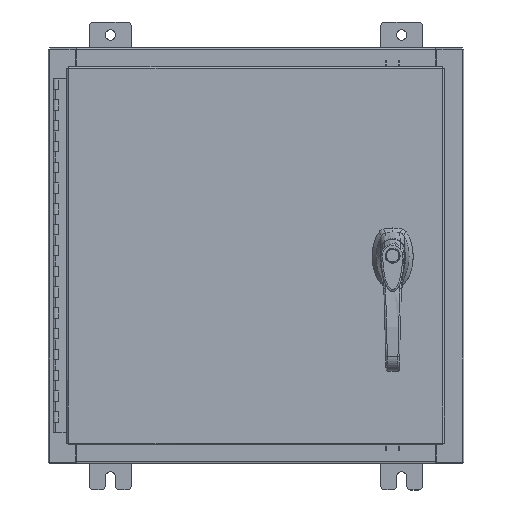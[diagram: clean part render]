
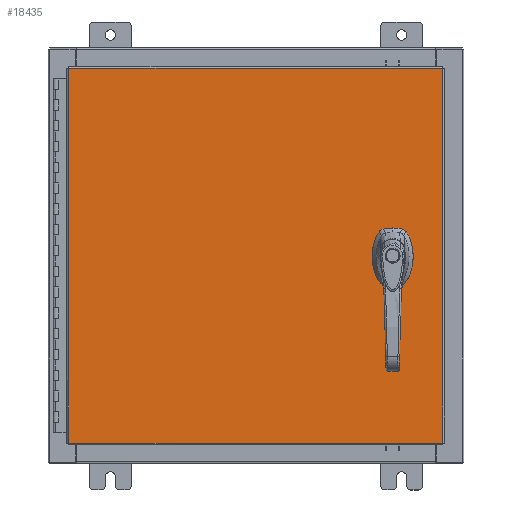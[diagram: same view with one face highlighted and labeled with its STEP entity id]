
A CAD part, top view. The second image highlights one B-rep face of the part: STEP entity #18435.
In plain terms, the highlighted planar face has unit normal (0, 0, 1).
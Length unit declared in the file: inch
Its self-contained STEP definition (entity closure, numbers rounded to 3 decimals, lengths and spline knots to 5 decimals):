
#6 = ORIENTED_EDGE ( 'NONE', *, *, #29795, .F. ) ;
#1225 = DIRECTION ( 'NONE',  ( 0., 0., 1. ) ) ;
#1667 = EDGE_CURVE ( 'NONE', #108286, #36110, #15620, .T. ) ;
#2104 = AXIS2_PLACEMENT_3D ( 'NONE', #52273, #1225, #60888 ) ;
#3611 = DIRECTION ( 'NONE',  ( 1., 0., 0. ) ) ;
#6757 = CARTESIAN_POINT ( 'NONE',  ( 6.7495, -1.338, 0. ) ) ;
#7516 = AXIS2_PLACEMENT_3D ( 'NONE', #41021, #100709, #49582 ) ;
#7521 = DIRECTION ( 'NONE',  ( 0., 1., 0. ) ) ;
#7679 = CARTESIAN_POINT ( 'NONE',  ( 6.578, 0., 0. ) ) ;
#7778 = CARTESIAN_POINT ( 'NONE',  ( 8.9903, 9.0063, 0. ) ) ;
#9172 = VECTOR ( 'NONE', #7521, 39.37008 ) ;
#9619 = CARTESIAN_POINT ( 'NONE',  ( 6.37777, 0.403, 0. ) ) ;
#10178 = PLANE ( 'NONE',  #94997 ) ;
#12280 = ORIENTED_EDGE ( 'NONE', *, *, #101293, .F. ) ;
#13483 = CARTESIAN_POINT ( 'NONE',  ( -8.9903, -9.0063, 0. ) ) ;
#14056 = CARTESIAN_POINT ( 'NONE',  ( 6.981, 0., 0. ) ) ;
#15620 = CIRCLE ( 'NONE', #75072, 0.45 ) ;
#15793 = VERTEX_POINT ( 'NONE', #48124 ) ;
#16251 = DIRECTION ( 'NONE',  ( 1., 0., 0. ) ) ;
#16916 = ORIENTED_EDGE ( 'NONE', *, *, #1667, .F. ) ;
#17568 = CARTESIAN_POINT ( 'NONE',  ( 6.578, 0., 0. ) ) ;
#18278 = CARTESIAN_POINT ( 'NONE',  ( 6.981, 0.20023, 0. ) ) ;
#18435 = ADVANCED_FACE ( 'NONE', ( #36136, #78836, #56106 ), #10178, .F. ) ;
#18771 = DIRECTION ( 'NONE',  ( 0., 0., -1. ) ) ;
#19865 = CIRCLE ( 'NONE', #27022, 0.1715 ) ;
#19866 = ORIENTED_EDGE ( 'NONE', *, *, #45266, .T. ) ;
#22073 = LINE ( 'NONE', #80514, #74096 ) ;
#22842 = CIRCLE ( 'NONE', #2104, 0.1715 ) ;
#25213 = EDGE_CURVE ( 'NONE', #83739, #86098, #35677, .T. ) ;
#25376 = CARTESIAN_POINT ( 'NONE',  ( 6.175, 0.20023, 0. ) ) ;
#26169 = DIRECTION ( 'NONE',  ( 1., 0., 0. ) ) ;
#26216 = EDGE_CURVE ( 'NONE', #107291, #76218, #63634, .T. ) ;
#26725 = EDGE_LOOP ( 'NONE', ( #87804, #51329 ) ) ;
#27022 = AXIS2_PLACEMENT_3D ( 'NONE', #105834, #54665, #3611 ) ;
#27291 = VERTEX_POINT ( 'NONE', #34534 ) ;
#27626 = ORIENTED_EDGE ( 'NONE', *, *, #56374, .F. ) ;
#29795 = EDGE_CURVE ( 'NONE', #91576, #83739, #73914, .T. ) ;
#30366 = VECTOR ( 'NONE', #98057, 39.37008 ) ;
#33211 = CARTESIAN_POINT ( 'NONE',  ( 6.77823, 0.403, 0. ) ) ;
#33232 = EDGE_CURVE ( 'NONE', #106265, #46158, #19865, .T. ) ;
#33744 = CARTESIAN_POINT ( 'NONE',  ( 6.77823, -0.403, 0. ) ) ;
#34534 = CARTESIAN_POINT ( 'NONE',  ( 6.981, -0.20023, 0. ) ) ;
#34570 = LINE ( 'NONE', #98596, #77259 ) ;
#35677 = LINE ( 'NONE', #106264, #30366 ) ;
#35686 = EDGE_CURVE ( 'NONE', #42751, #15793, #55596, .T. ) ;
#35825 = ORIENTED_EDGE ( 'NONE', *, *, #92481, .F. ) ;
#36110 = VERTEX_POINT ( 'NONE', #33211 ) ;
#36136 = FACE_BOUND ( 'NONE', #26725, .T. ) ;
#38636 = ORIENTED_EDGE ( 'NONE', *, *, #26216, .T. ) ;
#41021 = CARTESIAN_POINT ( 'NONE',  ( 6.578, 0., 0. ) ) ;
#42484 = DIRECTION ( 'NONE',  ( -1., 0., 0. ) ) ;
#42751 = VERTEX_POINT ( 'NONE', #7778 ) ;
#43029 = CARTESIAN_POINT ( 'NONE',  ( 6.578, 0., 0. ) ) ;
#45266 = EDGE_CURVE ( 'NONE', #108286, #27291, #51726, .T. ) ;
#46096 = CARTESIAN_POINT ( 'NONE',  ( 6.37777, -0.403, 0. ) ) ;
#46158 = VERTEX_POINT ( 'NONE', #6757 ) ;
#46195 = DIRECTION ( 'NONE',  ( 1., 0., 0. ) ) ;
#48124 = CARTESIAN_POINT ( 'NONE',  ( -8.9903, 9.0063, 0. ) ) ;
#49134 = CARTESIAN_POINT ( 'NONE',  ( 6.4065, -1.338, 0. ) ) ;
#49363 = EDGE_CURVE ( 'NONE', #46158, #106265, #22842, .T. ) ;
#49582 = DIRECTION ( 'NONE',  ( 1., 0., 0. ) ) ;
#50372 = DIRECTION ( 'NONE',  ( -1., 0., 0. ) ) ;
#51329 = ORIENTED_EDGE ( 'NONE', *, *, #33232, .F. ) ;
#51726 = LINE ( 'NONE', #14056, #85408 ) ;
#52273 = CARTESIAN_POINT ( 'NONE',  ( 6.578, -1.338, 0. ) ) ;
#54175 = VECTOR ( 'NONE', #42484, 39.37008 ) ;
#54550 = LINE ( 'NONE', #67244, #9172 ) ;
#54665 = DIRECTION ( 'NONE',  ( 0., 0., 1. ) ) ;
#55596 = LINE ( 'NONE', #67982, #98350 ) ;
#56018 = DIRECTION ( 'NONE',  ( 0., -1., 0. ) ) ;
#56106 = FACE_BOUND ( 'NONE', #63644, .T. ) ;
#56374 = EDGE_CURVE ( 'NONE', #36110, #100219, #56846, .T. ) ;
#56846 = LINE ( 'NONE', #76457, #54175 ) ;
#60406 = CIRCLE ( 'NONE', #91960, 0.45 ) ;
#60888 = DIRECTION ( 'NONE',  ( 1., 0., 0. ) ) ;
#63634 = LINE ( 'NONE', #80202, #80943 ) ;
#63644 = EDGE_LOOP ( 'NONE', ( #19866, #12280, #85726, #6, #77665, #35825, #27626, #16916 ) ) ;
#65186 = DIRECTION ( 'NONE',  ( 0., -1., 0. ) ) ;
#66039 = EDGE_CURVE ( 'NONE', #76218, #42751, #54550, .T. ) ;
#67244 = CARTESIAN_POINT ( 'NONE',  ( 8.9903, -9.0063, 0. ) ) ;
#67386 = DIRECTION ( 'NONE',  ( 0., 0., 1. ) ) ;
#67695 = DIRECTION ( 'NONE',  ( 1., 0., 0. ) ) ;
#67982 = CARTESIAN_POINT ( 'NONE',  ( 8.9903, 9.0063, 0. ) ) ;
#73370 = ORIENTED_EDGE ( 'NONE', *, *, #66039, .T. ) ;
#73914 = CIRCLE ( 'NONE', #7516, 0.45 ) ;
#74096 = VECTOR ( 'NONE', #89086, 39.37008 ) ;
#75072 = AXIS2_PLACEMENT_3D ( 'NONE', #43029, #101981, #67695 ) ;
#76218 = VERTEX_POINT ( 'NONE', #92967 ) ;
#76437 = VERTEX_POINT ( 'NONE', #25376 ) ;
#76457 = CARTESIAN_POINT ( 'NONE',  ( 0., 0.403, 0. ) ) ;
#77259 = VECTOR ( 'NONE', #56018, 39.37008 ) ;
#77260 = DIRECTION ( 'NONE',  ( 0., 0., 1. ) ) ;
#77665 = ORIENTED_EDGE ( 'NONE', *, *, #87935, .F. ) ;
#78457 = DIRECTION ( 'NONE',  ( -1., 0., 0. ) ) ;
#78836 = FACE_OUTER_BOUND ( 'NONE', #82799, .T. ) ;
#80202 = CARTESIAN_POINT ( 'NONE',  ( -8.9903, -9.0063, 0. ) ) ;
#80514 = CARTESIAN_POINT ( 'NONE',  ( 6.175, 0., 0. ) ) ;
#80685 = CARTESIAN_POINT ( 'NONE',  ( 6.175, -0.20023, 0. ) ) ;
#80943 = VECTOR ( 'NONE', #46195, 39.37008 ) ;
#82799 = EDGE_LOOP ( 'NONE', ( #38636, #73370, #105689, #109320 ) ) ;
#83739 = VERTEX_POINT ( 'NONE', #46096 ) ;
#85408 = VECTOR ( 'NONE', #65186, 39.37008 ) ;
#85726 = ORIENTED_EDGE ( 'NONE', *, *, #25213, .F. ) ;
#86098 = VERTEX_POINT ( 'NONE', #33744 ) ;
#87804 = ORIENTED_EDGE ( 'NONE', *, *, #49363, .F. ) ;
#87935 = EDGE_CURVE ( 'NONE', #76437, #91576, #22073, .T. ) ;
#89086 = DIRECTION ( 'NONE',  ( 0., -1., 0. ) ) ;
#91576 = VERTEX_POINT ( 'NONE', #80685 ) ;
#91597 = AXIS2_PLACEMENT_3D ( 'NONE', #17568, #77260, #26169 ) ;
#91960 = AXIS2_PLACEMENT_3D ( 'NONE', #7679, #67386, #16251 ) ;
#92481 = EDGE_CURVE ( 'NONE', #100219, #76437, #60406, .T. ) ;
#92967 = CARTESIAN_POINT ( 'NONE',  ( 8.9903, -9.0063, 0. ) ) ;
#94997 = AXIS2_PLACEMENT_3D ( 'NONE', #95275, #18771, #78457 ) ;
#95275 = CARTESIAN_POINT ( 'NONE',  ( 0., 0., 0. ) ) ;
#98057 = DIRECTION ( 'NONE',  ( 1., 0., 0. ) ) ;
#98350 = VECTOR ( 'NONE', #50372, 39.37008 ) ;
#98596 = CARTESIAN_POINT ( 'NONE',  ( -8.9903, 9.0063, 0. ) ) ;
#100219 = VERTEX_POINT ( 'NONE', #9619 ) ;
#100709 = DIRECTION ( 'NONE',  ( 0., 0., 1. ) ) ;
#101293 = EDGE_CURVE ( 'NONE', #86098, #27291, #105566, .T. ) ;
#101981 = DIRECTION ( 'NONE',  ( 0., 0., 1. ) ) ;
#103171 = EDGE_CURVE ( 'NONE', #15793, #107291, #34570, .T. ) ;
#105566 = CIRCLE ( 'NONE', #91597, 0.45 ) ;
#105689 = ORIENTED_EDGE ( 'NONE', *, *, #35686, .T. ) ;
#105834 = CARTESIAN_POINT ( 'NONE',  ( 6.578, -1.338, 0. ) ) ;
#106264 = CARTESIAN_POINT ( 'NONE',  ( 0., -0.403, 0. ) ) ;
#106265 = VERTEX_POINT ( 'NONE', #49134 ) ;
#107291 = VERTEX_POINT ( 'NONE', #13483 ) ;
#108286 = VERTEX_POINT ( 'NONE', #18278 ) ;
#109320 = ORIENTED_EDGE ( 'NONE', *, *, #103171, .T. ) ;
